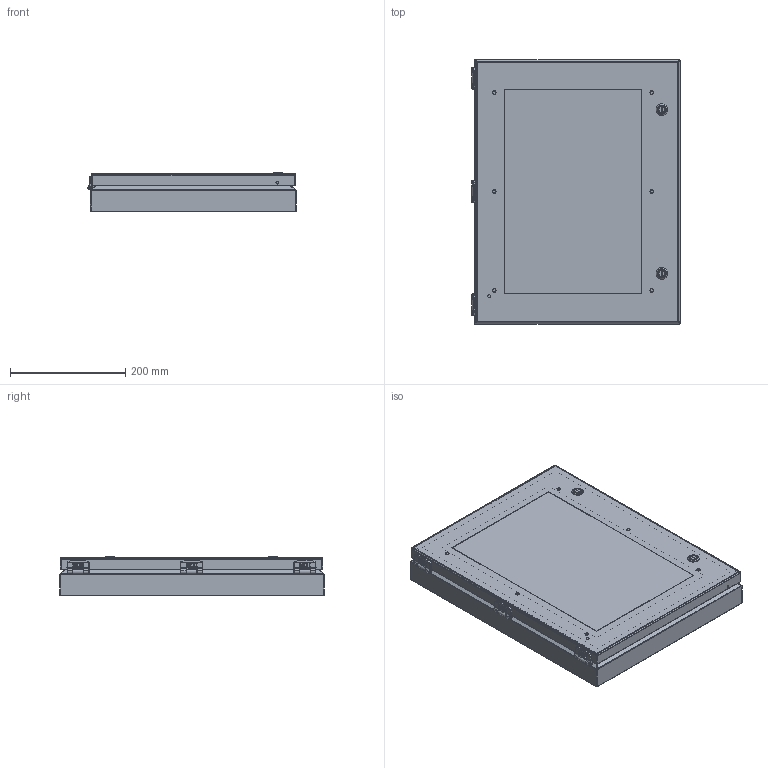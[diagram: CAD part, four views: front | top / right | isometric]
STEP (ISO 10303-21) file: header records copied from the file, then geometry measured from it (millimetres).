
FILE_DESCRIPTION (( 'STEP AP214' ), '1' );
FILE_NAME ('SCE-HWK1814.STEP', '2022-07-27T09:36:22', ( '' ), ( '' ), 'SwSTEP 2.0', 'SolidWorks 2021', '' );
FILE_SCHEMA (( 'AUTOMOTIVE_DESIGN' ));
Length unit declared in the file: inch
Products named in the file (1): SCE-HWK1814
Bounding box: 361.18 x 458.72 x 69.42 mm (x, y, z)
Volume: 1442793.5 mm3; surface area: 1312262 mm2
Topology: 54 solids, 54 shells, 2831 faces, 6958 edges, 4168 vertices
Faces by surface type: plane 1164, cylinder 773, bspline 635, torus 118, sphere 83, cone 58
Full cylindrical faces by diameter (mm): 3.505 x12, 3.81 x3, 3.962 x9, 4.013 x9, 4.166 x3, 4.318 x3, 4.42 x3, 4.775 x2, 4.826 x2, 4.981 x1, 5.08 x2, 5.385 x6, 5.41 x6, 5.537 x12, 6.058 x2, 6.463 x2, 6.604 x3, 6.655 x6, 6.756 x3, 6.824 x2, 7.167 x2, 7.874 x2, 8.28 x2, 8.89 x2, 10.922 x2, 11.684 x2, 12.065 x2, 12.17 x3, 16.002 x2, 20.018 x2
Entity records: 122076 total; most frequent: CARTESIAN_POINT 63016, ORIENTED_EDGE 13166, DIRECTION 9988, EDGE_CURVE 6583, VERTEX_POINT 4116, AXIS2_PLACEMENT_3D 3697, EDGE_LOOP 3213, FACE_OUTER_BOUND 2975
